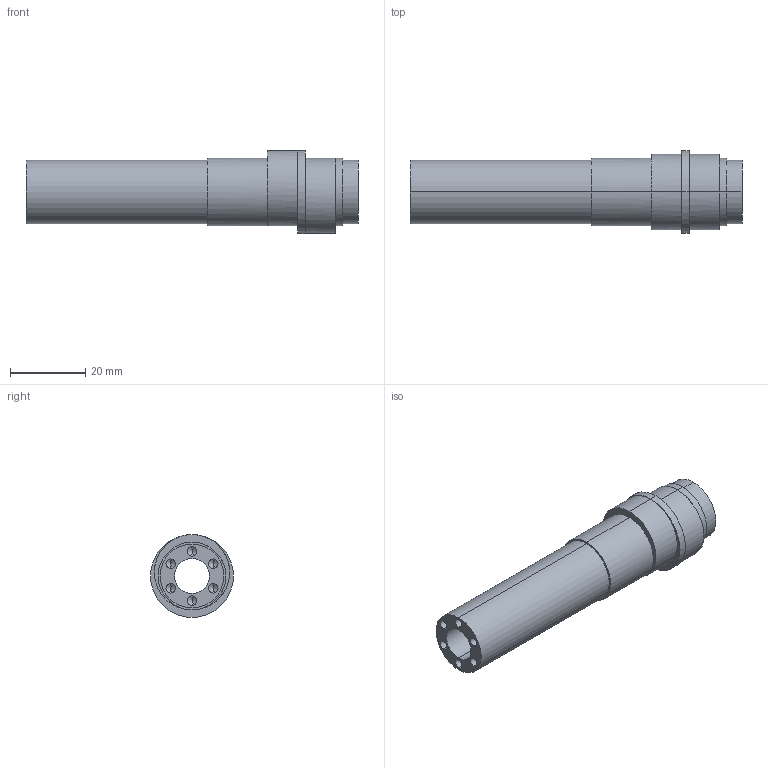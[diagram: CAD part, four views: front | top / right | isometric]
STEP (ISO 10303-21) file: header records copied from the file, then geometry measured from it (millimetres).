
FILE_DESCRIPTION (( 'STEP AP214' ), '1' );
FILE_NAME ('J6_cycloidalDrive_eccentricShaft.STEP', '2025-11-10T17:13:10', ( '' ), ( '' ), 'SwSTEP 2.0', 'SolidWorks 2025', '' );
FILE_SCHEMA (( 'AUTOMOTIVE_DESIGN' ));
Length unit declared in the file: millimetre
Products named in the file (1): J6_cycloidalDrive_eccentricShaft
Bounding box: 88 x 22 x 22 mm (x, y, z)
Volume: 15721.2 mm3; surface area: 8753.7 mm2
Topology: 1 solids, 1 shells, 48 faces, 108 edges, 60 vertices
Faces by surface type: cylinder 28, cone 12, plane 8
Entity records: 1419 total; most frequent: DIRECTION 250, CARTESIAN_POINT 205, ORIENTED_EDGE 192, AXIS2_PLACEMENT_3D 105, EDGE_CURVE 96, EDGE_LOOP 60, VERTEX_POINT 60, CIRCLE 56
